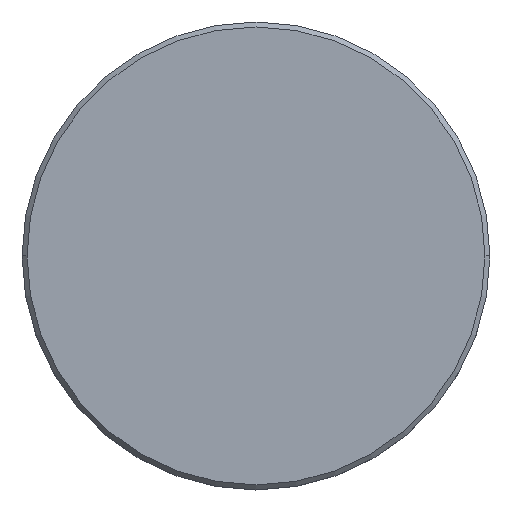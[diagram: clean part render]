
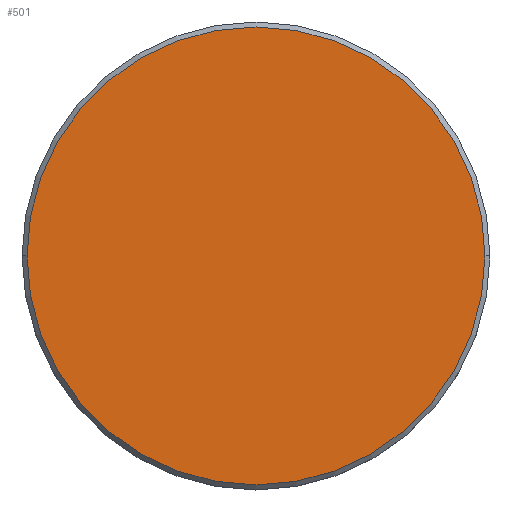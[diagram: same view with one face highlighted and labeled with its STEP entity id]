
A CAD part, top view. The second image highlights one B-rep face of the part: STEP entity #501.
In plain terms, the highlighted planar face has unit normal (0, 0, 1).
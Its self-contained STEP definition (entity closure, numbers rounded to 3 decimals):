
#3 = EDGE_CURVE ( 'NONE', #264, #629, #907, .T. ) ;
#225 = ORIENTED_EDGE ( 'NONE', *, *, #944, .T. ) ;
#264 = VERTEX_POINT ( 'NONE', #1080 ) ;
#280 = FACE_OUTER_BOUND ( 'NONE', #380, .T. ) ;
#364 = CARTESIAN_POINT ( 'NONE',  ( 0., 0., 0. ) ) ;
#380 = EDGE_LOOP ( 'NONE', ( #225, #839 ) ) ;
#462 = DIRECTION ( 'NONE',  ( 1., 0., 0. ) ) ;
#493 = CIRCLE ( 'NONE', #688, 23. ) ;
#501 = ADVANCED_FACE ( 'NONE', ( #280 ), #838, .T. ) ;
#625 = AXIS2_PLACEMENT_3D ( 'NONE', #940, #640, #1006 ) ;
#629 = VERTEX_POINT ( 'NONE', #946 ) ;
#640 = DIRECTION ( 'NONE',  ( 0., 0., 1. ) ) ;
#688 = AXIS2_PLACEMENT_3D ( 'NONE', #364, #1013, #462 ) ;
#755 = CARTESIAN_POINT ( 'NONE',  ( 0., 0., 0. ) ) ;
#838 = PLANE ( 'NONE',  #625 ) ;
#839 = ORIENTED_EDGE ( 'NONE', *, *, #3, .T. ) ;
#907 = CIRCLE ( 'NONE', #1101, 23. ) ;
#940 = CARTESIAN_POINT ( 'NONE',  ( 0., 0., 0. ) ) ;
#944 = EDGE_CURVE ( 'NONE', #629, #264, #493, .T. ) ;
#946 = CARTESIAN_POINT ( 'NONE',  ( -23., 0., 0. ) ) ;
#953 = DIRECTION ( 'NONE',  ( 1., 0., 0. ) ) ;
#1006 = DIRECTION ( 'NONE',  ( 1., 0., 0. ) ) ;
#1013 = DIRECTION ( 'NONE',  ( 0., 0., 1. ) ) ;
#1043 = DIRECTION ( 'NONE',  ( 0., 0., 1. ) ) ;
#1080 = CARTESIAN_POINT ( 'NONE',  ( 23., 0., 0. ) ) ;
#1101 = AXIS2_PLACEMENT_3D ( 'NONE', #755, #1043, #953 ) ;
